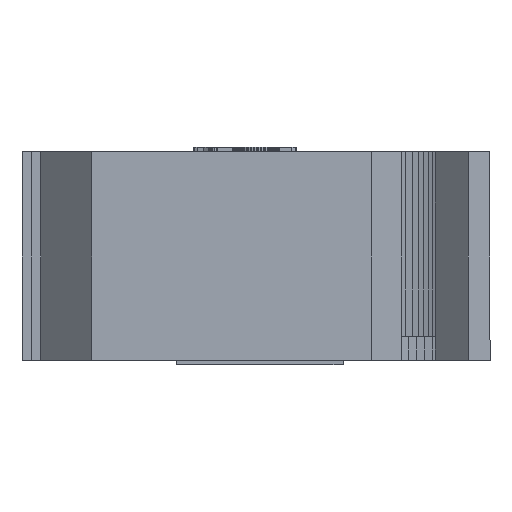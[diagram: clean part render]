
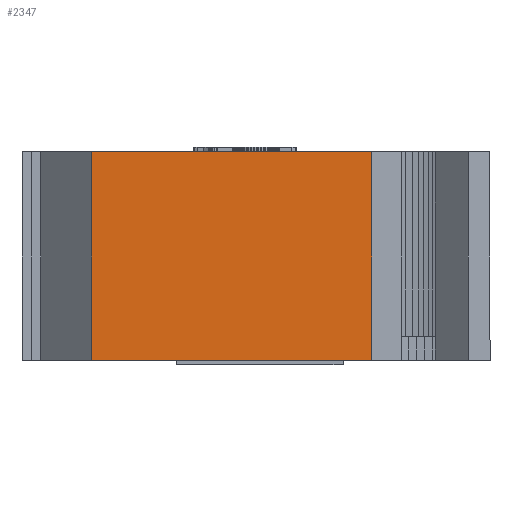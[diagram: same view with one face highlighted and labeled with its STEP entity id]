
A CAD part, left-side view. The second image highlights one B-rep face of the part: STEP entity #2347.
In plain terms, the highlighted planar face has unit normal (-1, 0, 0).
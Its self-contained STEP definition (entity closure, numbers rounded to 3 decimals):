
#339 = CARTESIAN_POINT ( 'NONE',  ( 0., -0.621, 0.1 ) ) ;
#382 = CARTESIAN_POINT ( 'NONE',  ( 0., -0.621, 4.6 ) ) ;
#1786 = DIRECTION ( 'NONE',  ( 0., -1., 0. ) ) ;
#1813 = LINE ( 'NONE', #17141, #2628 ) ;
#2162 = VERTEX_POINT ( 'NONE', #382 ) ;
#2347 = ADVANCED_FACE ( 'NONE', ( #4539 ), #7473, .F. ) ;
#2363 = EDGE_CURVE ( 'NONE', #2162, #5739, #1813, .T. ) ;
#2628 = VECTOR ( 'NONE', #12960, 1000. ) ;
#2948 = EDGE_CURVE ( 'NONE', #15602, #5739, #11349, .T. ) ;
#2984 = DIRECTION ( 'NONE',  ( 0., 1., 0. ) ) ;
#3198 = AXIS2_PLACEMENT_3D ( 'NONE', #4634, #6009, #2984 ) ;
#3357 = CARTESIAN_POINT ( 'NONE',  ( 0., 5.429, 4.6 ) ) ;
#3509 = EDGE_CURVE ( 'NONE', #4674, #2162, #10182, .T. ) ;
#3570 = DIRECTION ( 'NONE',  ( 0., 0., 1. ) ) ;
#3662 = CARTESIAN_POINT ( 'NONE',  ( 0., 5.429, 0.1 ) ) ;
#4539 = FACE_OUTER_BOUND ( 'NONE', #16372, .T. ) ;
#4634 = CARTESIAN_POINT ( 'NONE',  ( 0., -0.621, 0.1 ) ) ;
#4674 = VERTEX_POINT ( 'NONE', #3357 ) ;
#5739 = VERTEX_POINT ( 'NONE', #339 ) ;
#6009 = DIRECTION ( 'NONE',  ( 1., 0., 0. ) ) ;
#6136 = VECTOR ( 'NONE', #14002, 1000. ) ;
#6987 = VECTOR ( 'NONE', #1786, 1000. ) ;
#7132 = VECTOR ( 'NONE', #3570, 1000. ) ;
#7473 = PLANE ( 'NONE',  #3198 ) ;
#8349 = ORIENTED_EDGE ( 'NONE', *, *, #3509, .F. ) ;
#9891 = CARTESIAN_POINT ( 'NONE',  ( 0., -0.621, 4.6 ) ) ;
#10182 = LINE ( 'NONE', #9891, #6987 ) ;
#11349 = LINE ( 'NONE', #15283, #6136 ) ;
#11978 = ORIENTED_EDGE ( 'NONE', *, *, #2363, .F. ) ;
#12960 = DIRECTION ( 'NONE',  ( 0., 0., -1. ) ) ;
#14002 = DIRECTION ( 'NONE',  ( 0., -1., 0. ) ) ;
#14730 = CARTESIAN_POINT ( 'NONE',  ( 0., 5.429, 0.1 ) ) ;
#15283 = CARTESIAN_POINT ( 'NONE',  ( 0., 4.747, 0.1 ) ) ;
#15582 = EDGE_CURVE ( 'NONE', #15602, #4674, #17531, .T. ) ;
#15602 = VERTEX_POINT ( 'NONE', #14730 ) ;
#16251 = ORIENTED_EDGE ( 'NONE', *, *, #15582, .F. ) ;
#16372 = EDGE_LOOP ( 'NONE', ( #8349, #16251, #17455, #11978 ) ) ;
#17141 = CARTESIAN_POINT ( 'NONE',  ( 0., -0.621, 0.1 ) ) ;
#17455 = ORIENTED_EDGE ( 'NONE', *, *, #2948, .T. ) ;
#17531 = LINE ( 'NONE', #3662, #7132 ) ;
